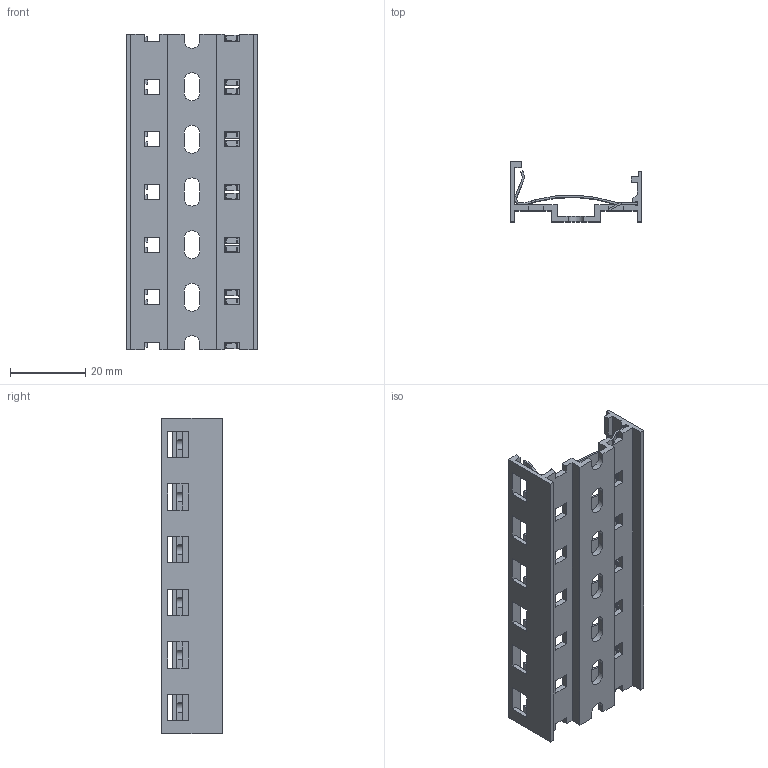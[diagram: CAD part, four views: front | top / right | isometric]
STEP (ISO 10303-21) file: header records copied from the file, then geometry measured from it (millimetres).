
FILE_DESCRIPTION((''),'2;1');
FILE_NAME('31770106000RAI','2020-02-03T',('presta_be4'),(''),'CREO PARAMETRIC BY PTC INC, 2018360','CREO PARAMETRIC BY PTC INC, 2018360','');
FILE_SCHEMA(('CONFIG_CONTROL_DESIGN'));
Length unit declared in the file: millimetre
Products named in the file (1): 31770106000RAI
Bounding box: 35 x 16 x 84 mm (x, y, z)
Volume: 8451.4 mm3; surface area: 15629.7 mm2
Topology: 1 solids, 1 shells, 715 faces, 2217 edges, 1472 vertices
Faces by surface type: plane 418, cylinder 297
Entity records: 28941 total; most frequent: CARTESIAN_POINT 8968, ORIENTED_EDGE 4434, DIRECTION 3927, EDGE_CURVE 2217, VECTOR 1489, LINE 1489, VERTEX_POINT 1472, AXIS2_PLACEMENT_3D 1219
